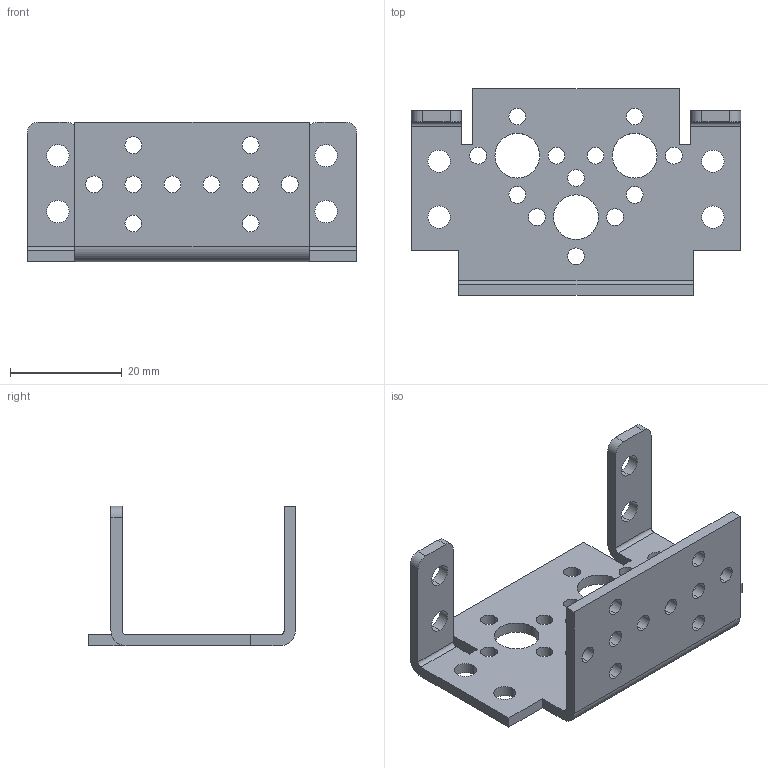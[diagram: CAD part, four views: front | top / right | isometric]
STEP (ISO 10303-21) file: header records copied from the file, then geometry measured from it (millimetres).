
FILE_DESCRIPTION (( 'STEP AP203' ), '1' );
FILE_NAME ('ﾋｮﾆｽﾔﾆﾌｨｹﾌｶ', '2023-07-30T05:01:42', ( '' ), ( '' ), 'SwSTEP 2.0', 'SolidWorks 2023', '' );
FILE_SCHEMA (( 'CONFIG_CONTROL_DESIGN' ));
Length unit declared in the file: millimetre
Products named in the file (1): 水平云台固定
Bounding box: 59 x 37 x 25 mm (x, y, z)
Volume: 5720 mm3; surface area: 7178.8 mm2
Topology: 1 solids, 1 shells, 100 faces, 294 edges, 196 vertices
Faces by surface type: cylinder 76, plane 24
Entity records: 3619 total; most frequent: DIRECTION 648, CARTESIAN_POINT 591, ORIENTED_EDGE 588, EDGE_CURVE 294, AXIS2_PLACEMENT_3D 253, VERTEX_POINT 196, EDGE_LOOP 166, CIRCLE 152
